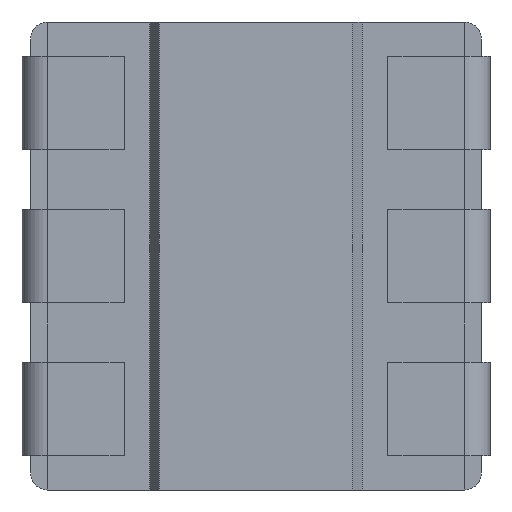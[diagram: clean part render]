
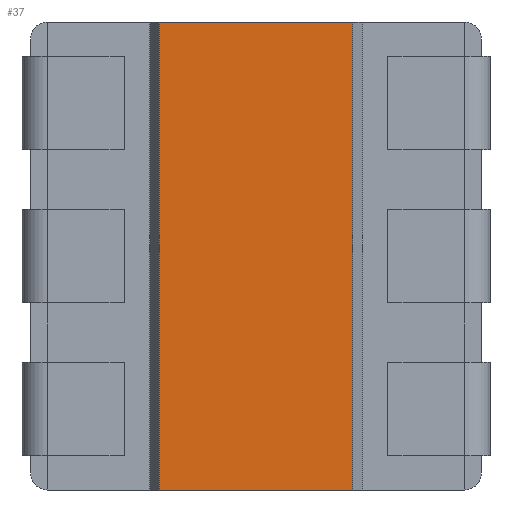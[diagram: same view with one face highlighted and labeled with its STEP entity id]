
A CAD part, front view. The second image highlights one B-rep face of the part: STEP entity #37.
In plain terms, the highlighted planar face has unit normal (0, -1, 0).
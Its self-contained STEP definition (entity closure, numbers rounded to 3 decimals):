
#37 = ADVANCED_FACE ( 'NONE', ( #1770 ), #913, .F. ) ;
#114 = DIRECTION ( 'NONE',  ( 0., 0., -1. ) ) ;
#246 = CARTESIAN_POINT ( 'NONE',  ( -1.135, 0.15, 2.75 ) ) ;
#283 = CARTESIAN_POINT ( 'NONE',  ( -1.135, 0.15, 2.75 ) ) ;
#365 = EDGE_CURVE ( 'NONE', #2104, #1989, #1276, .T. ) ;
#532 = ORIENTED_EDGE ( 'NONE', *, *, #365, .F. ) ;
#671 = CARTESIAN_POINT ( 'NONE',  ( 1.135, 0.15, -2.75 ) ) ;
#707 = EDGE_CURVE ( 'NONE', #1989, #2830, #2390, .T. ) ;
#832 = VECTOR ( 'NONE', #2751, 1000. ) ;
#913 = PLANE ( 'NONE',  #2669 ) ;
#1112 = VECTOR ( 'NONE', #114, 1000. ) ;
#1276 = LINE ( 'NONE', #246, #2940 ) ;
#1511 = VECTOR ( 'NONE', #2900, 1000. ) ;
#1770 = FACE_OUTER_BOUND ( 'NONE', #3959, .T. ) ;
#1786 = LINE ( 'NONE', #3092, #832 ) ;
#1840 = EDGE_CURVE ( 'NONE', #2104, #2150, #4186, .T. ) ;
#1989 = VERTEX_POINT ( 'NONE', #2413 ) ;
#2104 = VERTEX_POINT ( 'NONE', #283 ) ;
#2150 = VERTEX_POINT ( 'NONE', #2572 ) ;
#2243 = ORIENTED_EDGE ( 'NONE', *, *, #1840, .T. ) ;
#2265 = CARTESIAN_POINT ( 'NONE',  ( -1.135, 0.15, 2.75 ) ) ;
#2390 = LINE ( 'NONE', #3230, #1511 ) ;
#2413 = CARTESIAN_POINT ( 'NONE',  ( 1.135, 0.15, 2.75 ) ) ;
#2572 = CARTESIAN_POINT ( 'NONE',  ( -1.135, 0.15, -2.75 ) ) ;
#2596 = DIRECTION ( 'NONE',  ( 0., 1., 0. ) ) ;
#2669 = AXIS2_PLACEMENT_3D ( 'NONE', #2265, #2596, #2930 ) ;
#2751 = DIRECTION ( 'NONE',  ( 1., 0., 0. ) ) ;
#2830 = VERTEX_POINT ( 'NONE', #671 ) ;
#2844 = ORIENTED_EDGE ( 'NONE', *, *, #707, .F. ) ;
#2900 = DIRECTION ( 'NONE',  ( 0., 0., -1. ) ) ;
#2930 = DIRECTION ( 'NONE',  ( 0., 0., 1. ) ) ;
#2940 = VECTOR ( 'NONE', #3165, 1000. ) ;
#3020 = CARTESIAN_POINT ( 'NONE',  ( -1.135, 0.15, 2.75 ) ) ;
#3092 = CARTESIAN_POINT ( 'NONE',  ( -1.135, 0.15, -2.75 ) ) ;
#3165 = DIRECTION ( 'NONE',  ( 1., 0., 0. ) ) ;
#3230 = CARTESIAN_POINT ( 'NONE',  ( 1.135, 0.15, 2.75 ) ) ;
#3343 = ORIENTED_EDGE ( 'NONE', *, *, #3793, .T. ) ;
#3793 = EDGE_CURVE ( 'NONE', #2150, #2830, #1786, .T. ) ;
#3959 = EDGE_LOOP ( 'NONE', ( #3343, #2844, #532, #2243 ) ) ;
#4186 = LINE ( 'NONE', #3020, #1112 ) ;
